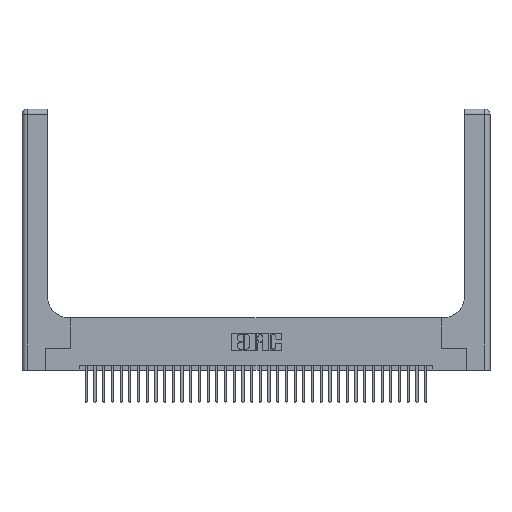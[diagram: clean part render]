
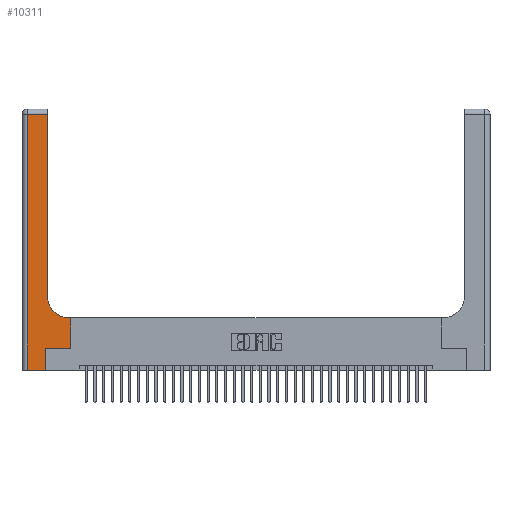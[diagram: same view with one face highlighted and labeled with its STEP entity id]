
A CAD part, top view. The second image highlights one B-rep face of the part: STEP entity #10311.
In plain terms, the highlighted planar face has unit normal (0, 0, 1).
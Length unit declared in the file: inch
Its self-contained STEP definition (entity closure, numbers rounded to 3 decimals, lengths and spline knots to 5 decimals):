
#39 = AXIS2_PLACEMENT_3D ( 'NONE', #16138, #35965, #19006 ) ;
#641 = PLANE ( 'NONE',  #24085 ) ;
#839 = VERTEX_POINT ( 'NONE', #10176 ) ;
#1123 = VECTOR ( 'NONE', #6388, 39.37008 ) ;
#1255 = CARTESIAN_POINT ( 'NONE',  ( 0.269, 0.25, 0.37 ) ) ;
#1987 = DIRECTION ( 'NONE',  ( 0., 1., 0. ) ) ;
#2364 = FACE_OUTER_BOUND ( 'NONE', #31421, .T. ) ;
#2863 = DIRECTION ( 'NONE',  ( -1., 0., 0. ) ) ;
#3356 = ORIENTED_EDGE ( 'NONE', *, *, #15004, .T. ) ;
#3531 = DIRECTION ( 'NONE',  ( -1., 0., 0. ) ) ;
#4885 = CARTESIAN_POINT ( 'NONE',  ( 0.5415, 0.6, 0.37 ) ) ;
#5403 = CARTESIAN_POINT ( 'NONE',  ( 0., 2.94, 0.37 ) ) ;
#5603 = CARTESIAN_POINT ( 'NONE',  ( 0.06, 0., 0.37 ) ) ;
#5650 = EDGE_CURVE ( 'NONE', #27671, #23398, #25098, .T. ) ;
#6075 = CARTESIAN_POINT ( 'NONE',  ( 0., 0., 0.37 ) ) ;
#6388 = DIRECTION ( 'NONE',  ( 0., -1., 0. ) ) ;
#6818 = ORIENTED_EDGE ( 'NONE', *, *, #13178, .T. ) ;
#7086 = VECTOR ( 'NONE', #31593, 39.37008 ) ;
#8711 = ORIENTED_EDGE ( 'NONE', *, *, #26074, .T. ) ;
#9383 = VECTOR ( 'NONE', #2863, 39.37008 ) ;
#9440 = CARTESIAN_POINT ( 'NONE',  ( 0.2915, 2.94, 0.37 ) ) ;
#10176 = CARTESIAN_POINT ( 'NONE',  ( 0.5585, 0.25, 0.37 ) ) ;
#10311 = ADVANCED_FACE ( 'NONE', ( #2364 ), #641, .F. ) ;
#10336 = VERTEX_POINT ( 'NONE', #26490 ) ;
#11430 = CARTESIAN_POINT ( 'NONE',  ( 0.2915, 0.85, 0.37 ) ) ;
#12532 = VERTEX_POINT ( 'NONE', #28726 ) ;
#12777 = EDGE_CURVE ( 'NONE', #28561, #839, #21940, .T. ) ;
#13178 = EDGE_CURVE ( 'NONE', #10336, #27671, #16969, .T. ) ;
#13285 = CARTESIAN_POINT ( 'NONE',  ( 0.269, 0., 0.37 ) ) ;
#13963 = EDGE_CURVE ( 'NONE', #25653, #12532, #22284, .T. ) ;
#14610 = VERTEX_POINT ( 'NONE', #9440 ) ;
#15004 = EDGE_CURVE ( 'NONE', #14610, #35381, #23519, .T. ) ;
#15216 = EDGE_CURVE ( 'NONE', #35381, #25653, #31452, .T. ) ;
#15234 = VECTOR ( 'NONE', #19009, 39.37008 ) ;
#16138 = CARTESIAN_POINT ( 'NONE',  ( 0.5415, 0.85, 0.37 ) ) ;
#16275 = CARTESIAN_POINT ( 'NONE',  ( 0.5585, 0.25, 0.37 ) ) ;
#16879 = VECTOR ( 'NONE', #25181, 39.37008 ) ;
#16969 = LINE ( 'NONE', #31263, #9383 ) ;
#17280 = ORIENTED_EDGE ( 'NONE', *, *, #15216, .T. ) ;
#18963 = VECTOR ( 'NONE', #1987, 39.37008 ) ;
#19006 = DIRECTION ( 'NONE',  ( 1., 0., 0. ) ) ;
#19009 = DIRECTION ( 'NONE',  ( 0., 1., 0. ) ) ;
#19768 = DIRECTION ( 'NONE',  ( -1., 0., 0. ) ) ;
#20353 = ORIENTED_EDGE ( 'NONE', *, *, #5650, .T. ) ;
#20668 = DIRECTION ( 'NONE',  ( 0., 0., -1. ) ) ;
#21862 = EDGE_CURVE ( 'NONE', #839, #10336, #26521, .T. ) ;
#21940 = LINE ( 'NONE', #1255, #28558 ) ;
#22284 = LINE ( 'NONE', #6075, #7086 ) ;
#22336 = CARTESIAN_POINT ( 'NONE',  ( 0.2915, 3., 0.37 ) ) ;
#22793 = ORIENTED_EDGE ( 'NONE', *, *, #12777, .T. ) ;
#23398 = VERTEX_POINT ( 'NONE', #11430 ) ;
#23519 = LINE ( 'NONE', #5403, #30168 ) ;
#23714 = LINE ( 'NONE', #13285, #15234 ) ;
#23781 = EDGE_CURVE ( 'NONE', #12532, #28561, #23714, .T. ) ;
#24085 = AXIS2_PLACEMENT_3D ( 'NONE', #31938, #20668, #3531 ) ;
#24485 = CARTESIAN_POINT ( 'NONE',  ( 0.06, 2.94, 0.37 ) ) ;
#25098 = CIRCLE ( 'NONE', #39, 0.25 ) ;
#25181 = DIRECTION ( 'NONE',  ( 0., 1., 0. ) ) ;
#25653 = VERTEX_POINT ( 'NONE', #5603 ) ;
#25769 = ORIENTED_EDGE ( 'NONE', *, *, #23781, .T. ) ;
#26074 = EDGE_CURVE ( 'NONE', #23398, #14610, #33731, .T. ) ;
#26490 = CARTESIAN_POINT ( 'NONE',  ( 0.5585, 0.6, 0.37 ) ) ;
#26521 = LINE ( 'NONE', #16275, #18963 ) ;
#26618 = CARTESIAN_POINT ( 'NONE',  ( 0.269, 0.25, 0.37 ) ) ;
#27671 = VERTEX_POINT ( 'NONE', #4885 ) ;
#28194 = ORIENTED_EDGE ( 'NONE', *, *, #21862, .T. ) ;
#28558 = VECTOR ( 'NONE', #32561, 39.37008 ) ;
#28561 = VERTEX_POINT ( 'NONE', #26618 ) ;
#28726 = CARTESIAN_POINT ( 'NONE',  ( 0.269, 0., 0.37 ) ) ;
#30168 = VECTOR ( 'NONE', #19768, 39.37008 ) ;
#30397 = ORIENTED_EDGE ( 'NONE', *, *, #13963, .T. ) ;
#31263 = CARTESIAN_POINT ( 'NONE',  ( 0.2915, 0.6, 0.37 ) ) ;
#31421 = EDGE_LOOP ( 'NONE', ( #8711, #3356, #17280, #30397, #25769, #22793, #28194, #6818, #20353 ) ) ;
#31452 = LINE ( 'NONE', #34828, #1123 ) ;
#31593 = DIRECTION ( 'NONE',  ( 1., 0., 0. ) ) ;
#31938 = CARTESIAN_POINT ( 'NONE',  ( 0., 3., 0.37 ) ) ;
#32561 = DIRECTION ( 'NONE',  ( 1., 0., 0. ) ) ;
#33731 = LINE ( 'NONE', #22336, #16879 ) ;
#34828 = CARTESIAN_POINT ( 'NONE',  ( 0.06, 3., 0.37 ) ) ;
#35381 = VERTEX_POINT ( 'NONE', #24485 ) ;
#35965 = DIRECTION ( 'NONE',  ( 0., 0., -1. ) ) ;
